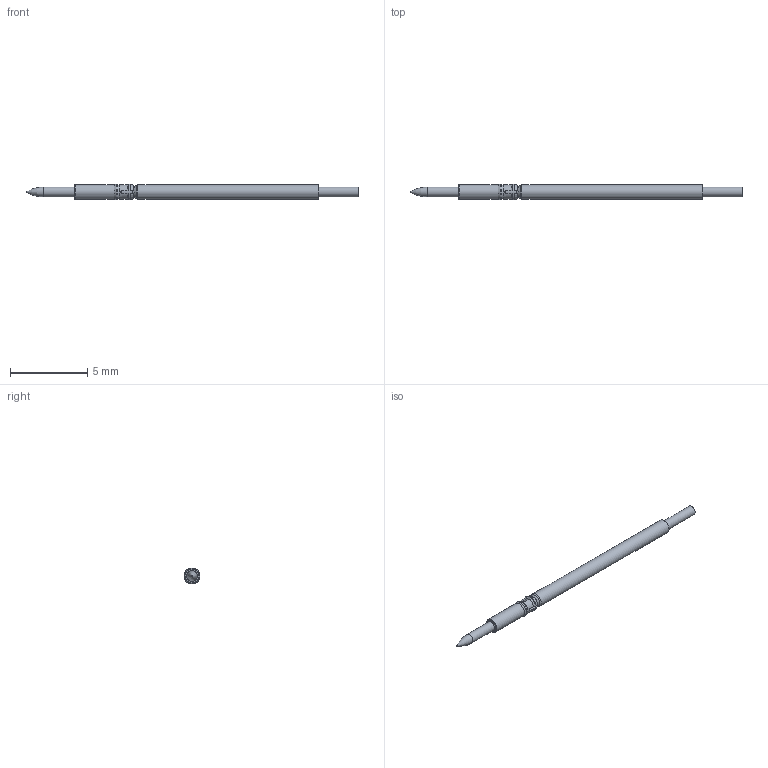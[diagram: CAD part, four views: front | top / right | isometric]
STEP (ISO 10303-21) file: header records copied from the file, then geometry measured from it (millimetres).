
FILE_DESCRIPTION (( 'STEP AP214' ), '1' );
FILE_NAME ('X50-TC-0.STEP', '2018-06-08T17:45:10', ( '' ), ( '' ), 'SwSTEP 2.0', 'SolidWorks 2017', '' );
FILE_SCHEMA (( 'AUTOMOTIVE_DESIGN' ));
Length unit declared in the file: inch
Products named in the file (3): A10690_A10690P UNswaged Solid W Wire; A11027_A11027; X50-TC-0
Assembly tree (2 placements, depth 2):
  X50-TC-0
    A10690_A10690P UNswaged Solid W Wire
    A11027_A11027
Bounding box: 21.54 x 1.03 x 1.03 mm (x, y, z)
Volume: 12.1 mm3; surface area: 62.4 mm2
Topology: 2 solids, 2 shells, 55 faces, 138 edges, 88 vertices
Faces by surface type: plane 17, cylinder 16, cone 16, torus 6
Full cylindrical faces by diameter (mm): 0.625 x1, 0.635 x2, 0.655 x1, 0.914 x1, 0.94 x2, 1.029 x1
Entity records: 1958 total; most frequent: CARTESIAN_POINT 644, DIRECTION 248, ORIENTED_EDGE 232, EDGE_CURVE 116, AXIS2_PLACEMENT_3D 104, VERTEX_POINT 84, EDGE_LOOP 74, FACE_OUTER_BOUND 69
